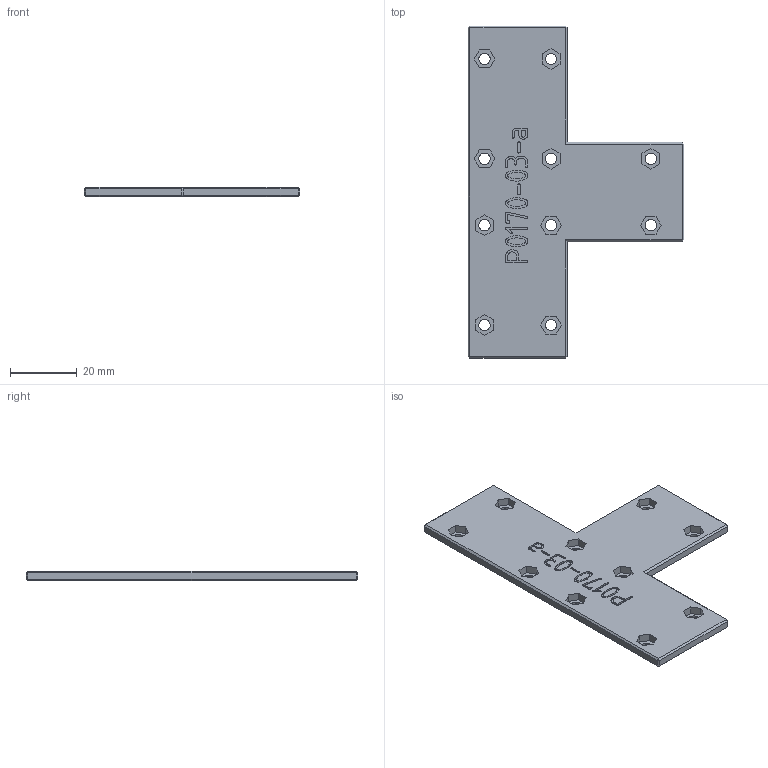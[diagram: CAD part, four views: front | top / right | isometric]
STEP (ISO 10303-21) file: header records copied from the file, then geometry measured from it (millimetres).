
FILE_DESCRIPTION(('FreeCAD Model'),'2;1');
FILE_NAME('Open CASCADE Shape Model','2023-10-07T19:20:18',(''),(''), 'Open CASCADE STEP processor 7.6','FreeCAD','Unknown');
FILE_SCHEMA(('AUTOMOTIVE_DESIGN { 1 0 10303 214 1 1 1 1 }'));
Length unit declared in the file: millimetre
Products named in the file (1): P0170-03-a_T-Verbinder
Bounding box: 64.8 x 99.8 x 3 mm (x, y, z)
Volume: 11272.4 mm3; surface area: 9262.9 mm2
Topology: 1 solids, 1 shells, 319 faces, 836 edges, 544 vertices
Faces by surface type: plane 155, extrusion 154, cylinder 10
Full cylindrical faces by diameter (mm): 3.4 x10
Entity records: 20838 total; most frequent: CARTESIAN_POINT 4972, DIRECTION 2388, VECTOR 2006, LINE 1852, ORIENTED_EDGE 1672, PCURVE 1672, DEFINITIONAL_REPRESENTATION 1672, EDGE_CURVE 836
